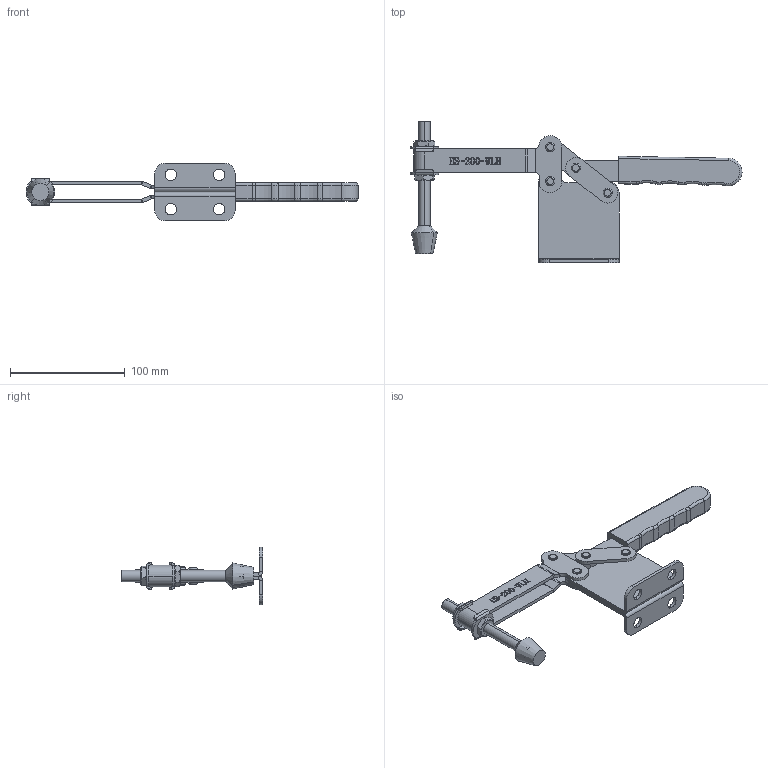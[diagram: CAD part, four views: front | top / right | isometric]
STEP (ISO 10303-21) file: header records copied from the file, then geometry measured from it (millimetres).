
FILE_DESCRIPTION (( 'STEP AP203' ), '1' );
FILE_NAME ('HS-200-WLH .STEP', '2019-08-06T12:10:00', ( '微软用户' ), ( '微软中国' ), 'SwSTEP 2.0', 'SolidWorks 2012', '' );
FILE_SCHEMA (( 'CONFIG_CONTROL_DESIGN' ));
Length unit declared in the file: millimetre
Products named in the file (12): HS-200-WLH ; FW-380; hex thin nuts-grades ab-chamfered gb_GB_FASTENER_NUT_STNAB M10-N; hexagon head bolts-full thread gb_GB_FASTENER_BOLT_STBAB A M10X100-N; 揤輸; 揤參; 种; 忒梟; 忒參; 蟀裝; 楊擘菁釱酘; 楊擘菁釱衵
Assembly tree (17 placements, depth 2):
  HS-200-WLH 
    楊擘菁釱衵
    楊擘菁釱酘
    蟀裝  x2
    忒參
    忒梟
    种  x4
    揤參
    揤輸
    hexagon head bolts-full thread gb_GB_FASTENER_BOLT_STBAB A M10X100-N
    hex thin nuts-grades ab-chamfered gb_GB_FASTENER_NUT_STNAB M10-N  x2
    FW-380  x2
Bounding box: 289.29 x 123.26 x 50 mm (x, y, z)
Volume: 127918.7 mm3; surface area: 77803 mm2
Topology: 17 solids, 17 shells, 754 faces, 1948 edges, 1264 vertices
Faces by surface type: plane 411, bspline 142, cylinder 137, torus 34, cone 30
Entity records: 28789 total; most frequent: CARTESIAN_POINT 11511, ORIENTED_EDGE 3528, DIRECTION 2832, EDGE_CURVE 1764, LINE 1148, VECTOR 1148, VERTEX_POINT 1144, AXIS2_PLACEMENT_3D 842
